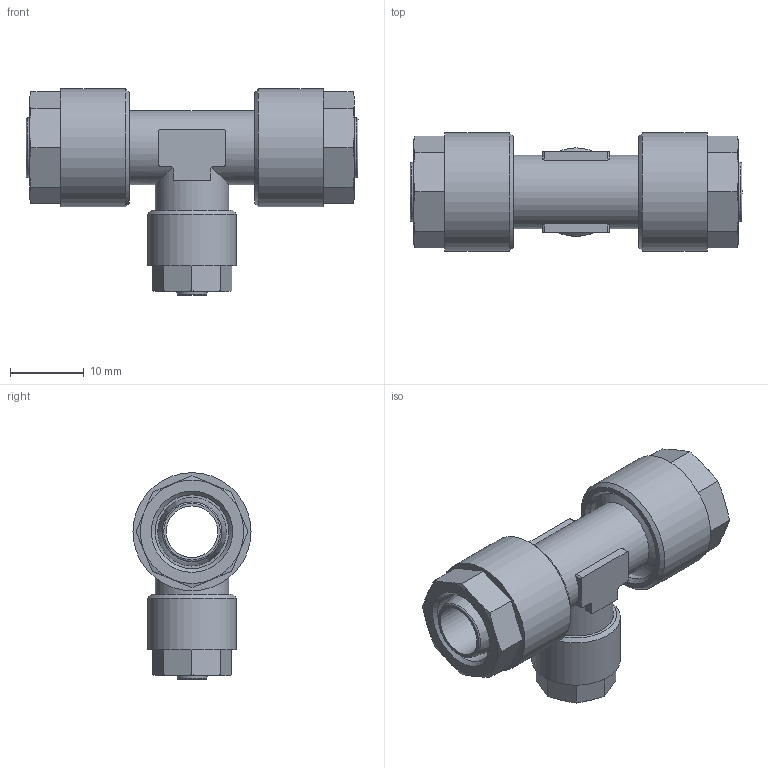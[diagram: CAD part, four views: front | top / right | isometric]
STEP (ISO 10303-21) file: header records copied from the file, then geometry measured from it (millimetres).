
FILE_DESCRIPTION(( 'MC.19.10.06.STP' ), '1');
FILE_NAME( 'MC.19.10.06.STP', '2018-10-01T17:06:09',( 'Sopra'),('sopra-pneumatic.com'), 'SwSTEP 2.0','SolidWorks 2009','' );
FILE_SCHEMA (('AUTOMOTIVE_DESIGN { 1 0 10303 214 1 1 1 1 }'));
Length unit declared in the file: millimetre
Products named in the file (5): Root; R12306; 17007; 17005
Assembly tree (4 placements, depth 2):
  Root
    R12306
    17007
    17007
    17005
Bounding box: 45 x 16 x 28 mm (x, y, z)
Volume: 5684 mm3; surface area: 6824.5 mm2
Topology: 4 solids, 4 shells, 144 faces, 354 edges, 227 vertices
Faces by surface type: plane 60, cone 44, cylinder 34, torus 6
Full cylindrical faces by diameter (mm): 3.2 x1, 4.7 x1, 6 x1, 7 x1, 8.5 x2, 8.773 x1, 10 x4, 12 x1, 12.773 x2, 14 x2, 16 x2
Entity records: 10068 total; most frequent: CARTESIAN_POINT 4029, DIRECTION 718, PRESENTATION_STYLE_ASSIGNMENT 566, COLOUR_RGB 563, DRAUGHTING_PRE_DEFINED_CURVE_FONT 562, CURVE_STYLE 562, OVER_RIDING_STYLED_ITEM 562, ORIENTED_EDGE 562
